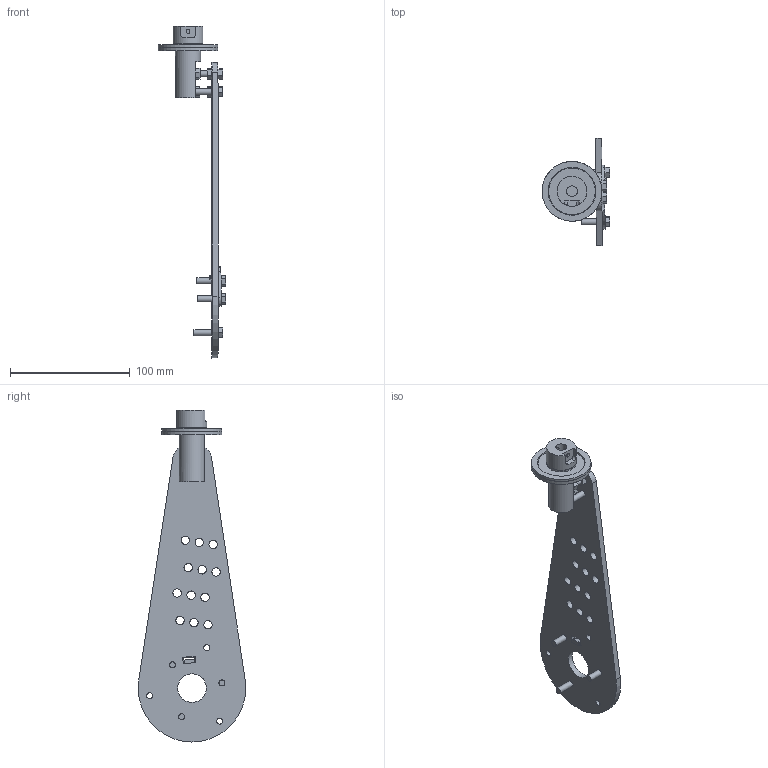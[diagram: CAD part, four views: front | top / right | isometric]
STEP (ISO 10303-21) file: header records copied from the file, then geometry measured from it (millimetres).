
FILE_DESCRIPTION(/* description */ ('Unknown'),/* implementation_level */ '2;1');
FILE_NAME(/* name */ 'Arm_3_link',/* time_stamp */ '2019-04-05T14:28:08+02:00',/* author */ ('Unknown'),/* organization */ ('Unknown'),/* preprocessor_version */ 'ST-DEVELOPER v16.7',/* originating_system */ 'DEX',/* authorisation */ $);
FILE_SCHEMA (('AUTOMOTIVE_DESIGN {1 0 10303 214 3 1 1}'));
Length unit declared in the file: millimetre
Products named in the file (10): Arm_3_link; 2_3 connector; Elbow Upperarm mount; EncoderHeadLockAbove; EncoderHead; mountScrew; mountMotorScrew; 2_Ring_holder; moutNut; M050C
Assembly tree (17 placements, depth 2):
  Arm_3_link
    2_3 connector
    Elbow Upperarm mount
    EncoderHeadLockAbove
    EncoderHead
    mountScrew  x2
    mountMotorScrew  x5
    2_Ring_holder
    moutNut  x4
    M050C
Bounding box: 56.55 x 90 x 277.51 mm (x, y, z)
Volume: 104181.8 mm3; surface area: 53810.3 mm2
Topology: 16 solids, 16 shells, 218 faces, 527 edges, 357 vertices
Faces by surface type: plane 145, cylinder 73
Full cylindrical faces by diameter (mm): 3.242 x3, 4.917 x8, 5 x17, 6 x4, 7 x14, 9 x1, 21 x1, 22 x1, 24 x1, 25 x2, 39 x1, 40 x1, 50 x2
Entity records: 4492 total; most frequent: DIRECTION 720, CARTESIAN_POINT 687, ORIENTED_EDGE 566, EDGE_CURVE 283, AXIS2_PLACEMENT_3D 282, EDGE_LOOP 262, FACE_BOUND 262, VERTEX_POINT 217
